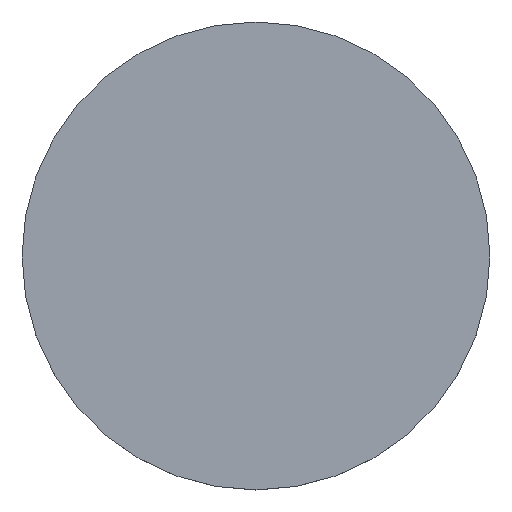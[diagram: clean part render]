
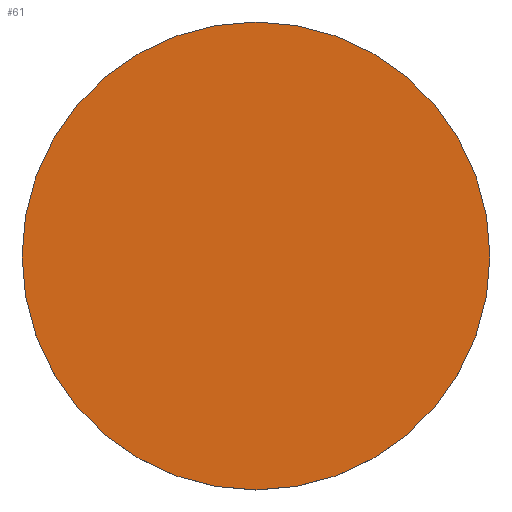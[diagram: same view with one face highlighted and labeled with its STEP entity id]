
A CAD part, top view. The second image highlights one B-rep face of the part: STEP entity #61.
In plain terms, the highlighted planar face has unit normal (0, 0, 1).
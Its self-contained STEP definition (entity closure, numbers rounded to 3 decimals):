
#2 = FACE_OUTER_BOUND ( 'NONE', #26, .T. ) ;
#8 = EDGE_CURVE ( 'NONE', #49, #131, #66, .T. ) ;
#26 = EDGE_LOOP ( 'NONE', ( #92, #107 ) ) ;
#27 = DIRECTION ( 'NONE',  ( 1., 0., 0. ) ) ;
#36 = DIRECTION ( 'NONE',  ( 0., 0., 1. ) ) ;
#48 = CARTESIAN_POINT ( 'NONE',  ( 89.615, 61.566, 2.3 ) ) ;
#49 = VERTEX_POINT ( 'NONE', #48 ) ;
#50 = CARTESIAN_POINT ( 'NONE',  ( 108.615, 61.566, 2.3 ) ) ;
#57 = AXIS2_PLACEMENT_3D ( 'NONE', #125, #62, #133 ) ;
#58 = AXIS2_PLACEMENT_3D ( 'NONE', #117, #36, #27 ) ;
#61 = ADVANCED_FACE ( 'NONE', ( #2 ), #136, .T. ) ;
#62 = DIRECTION ( 'NONE',  ( 0., 0., 1. ) ) ;
#66 = CIRCLE ( 'NONE', #58, 19. ) ;
#86 = CIRCLE ( 'NONE', #95, 19. ) ;
#91 = CARTESIAN_POINT ( 'NONE',  ( 127.615, 61.566, 2.3 ) ) ;
#92 = ORIENTED_EDGE ( 'NONE', *, *, #8, .T. ) ;
#95 = AXIS2_PLACEMENT_3D ( 'NONE', #50, #123, #115 ) ;
#107 = ORIENTED_EDGE ( 'NONE', *, *, #108, .T. ) ;
#108 = EDGE_CURVE ( 'NONE', #131, #49, #86, .T. ) ;
#115 = DIRECTION ( 'NONE',  ( 1., 0., 0. ) ) ;
#117 = CARTESIAN_POINT ( 'NONE',  ( 108.615, 61.566, 2.3 ) ) ;
#123 = DIRECTION ( 'NONE',  ( 0., 0., 1. ) ) ;
#125 = CARTESIAN_POINT ( 'NONE',  ( 108.615, 61.566, 2.3 ) ) ;
#131 = VERTEX_POINT ( 'NONE', #91 ) ;
#133 = DIRECTION ( 'NONE',  ( 1., 0., 0. ) ) ;
#136 = PLANE ( 'NONE',  #57 ) ;
